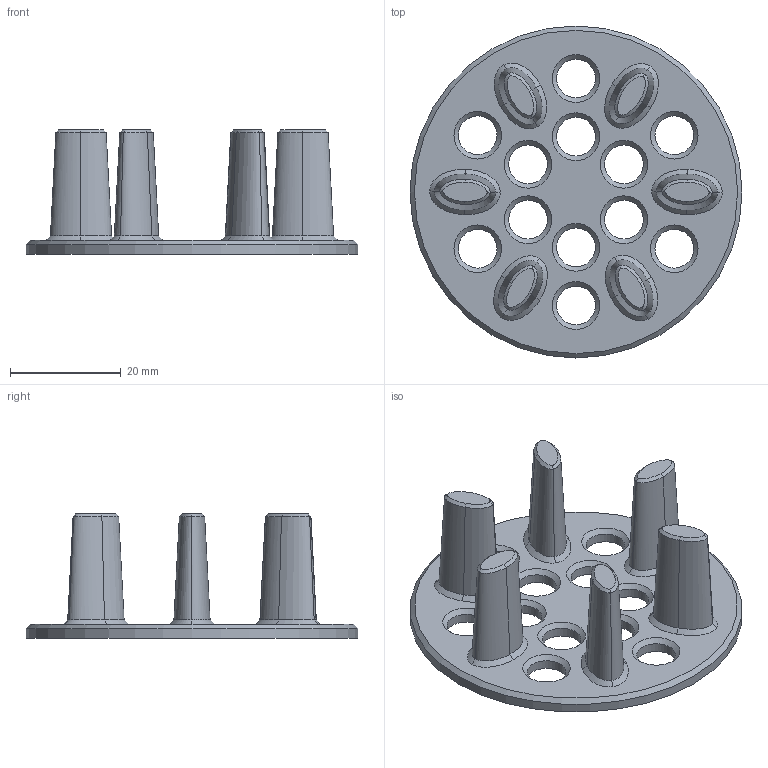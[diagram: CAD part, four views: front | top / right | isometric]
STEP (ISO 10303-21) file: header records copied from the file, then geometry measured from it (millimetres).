
FILE_DESCRIPTION(('FreeCAD Model'),'2;1');
FILE_NAME('Open CASCADE Shape Model','2023-09-17T20:02:49',(''),(''), 'Open CASCADE STEP processor 7.6','FreeCAD','Unknown');
FILE_SCHEMA(('AUTOMOTIVE_DESIGN { 1 0 10303 214 1 1 1 1 }'));
Length unit declared in the file: millimetre
Products named in the file (1): Body
Bounding box: 60 x 60 x 22.5 mm (x, y, z)
Volume: 11101.3 mm3; surface area: 8403.3 mm2
Topology: 1 solids, 1 shells, 106 faces, 233 edges, 135 vertices
Faces by surface type: bspline 72, cone 13, cylinder 13, plane 8
Full cylindrical faces by diameter (mm): 7 x12, 60 x1
Entity records: 10503 total; most frequent: CARTESIAN_POINT 6317, DIRECTION 532, ORIENTED_EDGE 466, PCURVE 466, DEFINITIONAL_REPRESENTATION 466, LINE 370, VECTOR 370, B_SPLINE_CURVE_WITH_KNOTS 264
